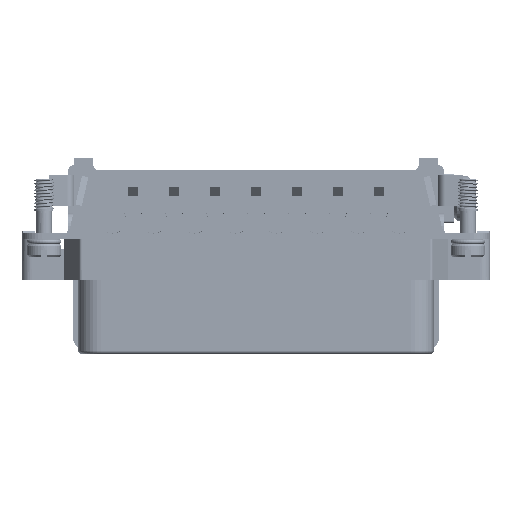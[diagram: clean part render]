
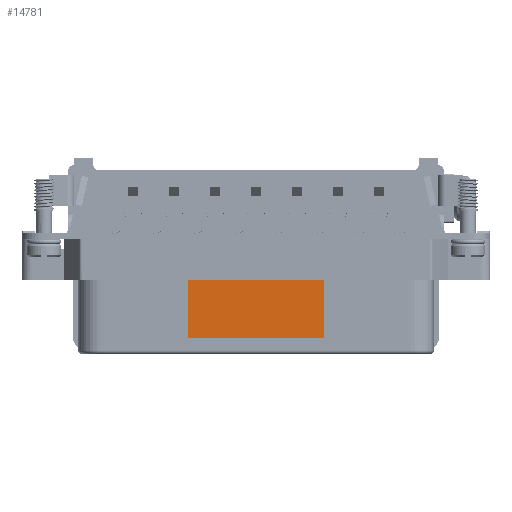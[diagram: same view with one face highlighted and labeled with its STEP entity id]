
A CAD part, front view. The second image highlights one B-rep face of the part: STEP entity #14781.
In plain terms, the highlighted planar face has unit normal (0, -1, 0).
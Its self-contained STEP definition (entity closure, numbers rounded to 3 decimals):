
#14781=ADVANCED_FACE('',(#26085),#21933,.T.);
#21933=PLANE('',#138692);
#26085=FACE_OUTER_BOUND('',#33008,.T.);
#33008=EDGE_LOOP('',(#42144,#42145,#42146,#42147));
#42144=ORIENTED_EDGE('',*,*,#97545,.T.);
#42145=ORIENTED_EDGE('',*,*,#97546,.T.);
#42146=ORIENTED_EDGE('',*,*,#97547,.T.);
#42147=ORIENTED_EDGE('',*,*,#97543,.T.);
#83448=VERTEX_POINT('',#187399);
#83449=VERTEX_POINT('',#187401);
#83450=VERTEX_POINT('',#187405);
#83451=VERTEX_POINT('',#187407);
#97543=EDGE_CURVE('',#83449,#83448,#118218,.T.);
#97545=EDGE_CURVE('',#83448,#83450,#118220,.T.);
#97546=EDGE_CURVE('',#83450,#83451,#118221,.T.);
#97547=EDGE_CURVE('',#83451,#83449,#118222,.T.);
#118218=LINE('',#187400,#128718);
#118220=LINE('',#187404,#128720);
#118221=LINE('',#187406,#128721);
#118222=LINE('',#187408,#128722);
#128718=VECTOR('',#152013,1.);
#128720=VECTOR('',#152017,1.);
#128721=VECTOR('',#152018,1.);
#128722=VECTOR('',#152019,1.);
#138692=AXIS2_PLACEMENT_3D('',#187409,#152020,#152021);
#152013=DIRECTION('',(0.,0.,-1.));
#152017=DIRECTION('',(1.,0.,0.));
#152018=DIRECTION('',(0.,0.,1.));
#152019=DIRECTION('',(-1.,0.,0.));
#152020=DIRECTION('',(0.,-1.,0.));
#152021=DIRECTION('',(1.,0.,0.));
#187399=CARTESIAN_POINT('',(109.55,-7.5,-25.7));
#187400=CARTESIAN_POINT('',(109.55,-7.5,-25.7));
#187401=CARTESIAN_POINT('',(109.55,-7.5,-16.9));
#187404=CARTESIAN_POINT('',(104.45,-7.5,-25.7));
#187405=CARTESIAN_POINT('',(130.45,-7.5,-25.7));
#187406=CARTESIAN_POINT('',(130.45,-7.5,-25.7));
#187407=CARTESIAN_POINT('',(130.45,-7.5,-16.9));
#187408=CARTESIAN_POINT('',(119.05,-7.5,-16.9));
#187409=CARTESIAN_POINT('',(104.45,-7.5,-25.7));
